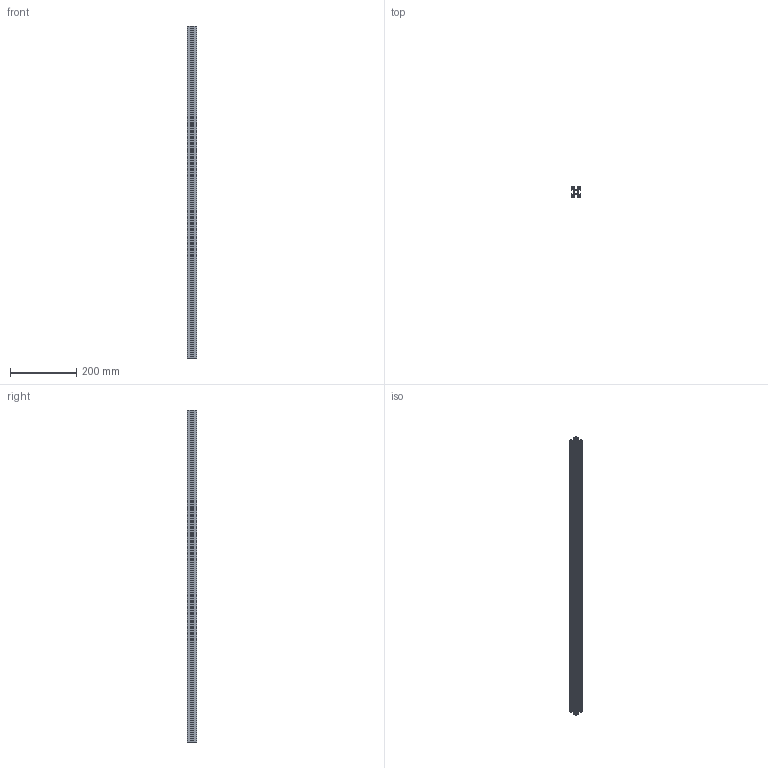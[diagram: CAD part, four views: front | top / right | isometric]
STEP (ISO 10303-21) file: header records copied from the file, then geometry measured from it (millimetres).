
FILE_DESCRIPTION (( 'STEP AP214' ), '1' );
FILE_NAME ('Ñáîðêà1.STEP', '2023-03-01T11:33:27', ( '' ), ( '' ), 'SwSTEP 2.0', 'SolidWorks 2022', '' );
FILE_SCHEMA (( 'AUTOMOTIVE_DESIGN' ));
Length unit declared in the file: millimetre
Products named in the file (2): 333SL Конструкционный профиль 30х30SL_00; Сборка1
Assembly tree (1 placements, depth 2):
  Сборка1
    333SL Конструкционный профиль 30х30SL_00
Bounding box: 30 x 30 x 1000 mm (x, y, z)
Volume: 192328.9 mm3; surface area: 412793.9 mm2
Topology: 1 solids, 1 shells, 414 faces, 1236 edges, 824 vertices
Faces by surface type: cylinder 236, plane 178
Entity records: 14178 total; most frequent: DIRECTION 2544, CARTESIAN_POINT 2478, ORIENTED_EDGE 2472, EDGE_CURVE 1236, AXIS2_PLACEMENT_3D 890, VERTEX_POINT 824, VECTOR 764, LINE 764
